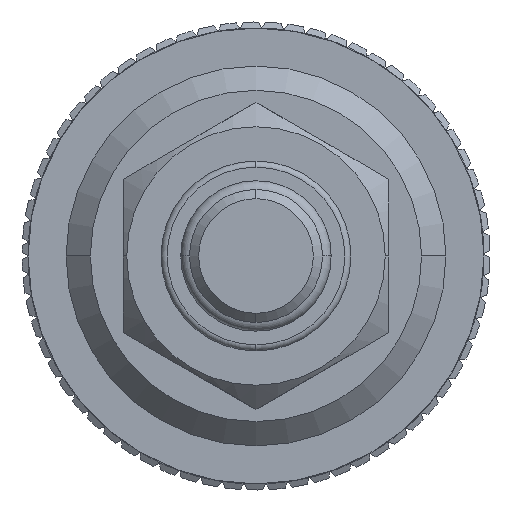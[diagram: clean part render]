
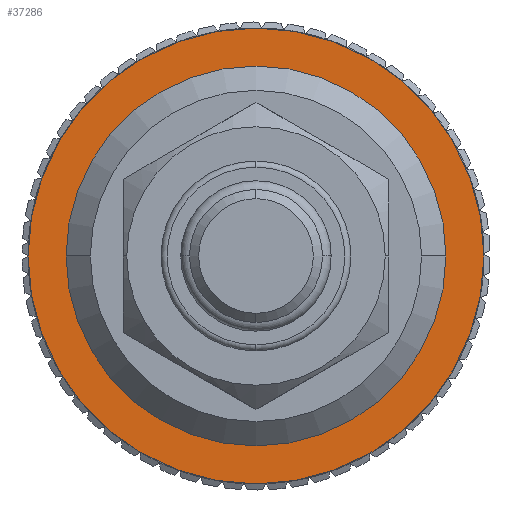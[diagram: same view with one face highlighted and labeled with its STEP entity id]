
A CAD part, left-side view. The second image highlights one B-rep face of the part: STEP entity #37286.
In plain terms, the highlighted planar face has unit normal (-1, 0, 0).
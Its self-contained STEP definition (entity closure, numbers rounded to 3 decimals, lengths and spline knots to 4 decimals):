
#752=CARTESIAN_POINT('',(1.665,0.,0.));
#753=DIRECTION('',(-1.,0.,0.));
#754=DIRECTION('',(0.,1.,0.));
#755=AXIS2_PLACEMENT_3D('',#752,#753,#754);
#926=CARTESIAN_POINT('',(1.665,0.,0.));
#927=DIRECTION('',(-1.,0.,0.));
#928=DIRECTION('',(0.,-1.,0.));
#929=AXIS2_PLACEMENT_3D('',#926,#927,#928);
#1095=CARTESIAN_POINT('',(1.665,0.,0.));
#1096=DIRECTION('',(1.,0.,0.));
#1097=DIRECTION('',(0.,1.,0.));
#1098=AXIS2_PLACEMENT_3D('',#1095,#1096,#1097);
#1100=CARTESIAN_POINT('',(1.665,0.,0.));
#1101=DIRECTION('',(1.,0.,0.));
#1102=DIRECTION('',(0.,-1.,0.));
#1103=AXIS2_PLACEMENT_3D('',#1100,#1101,#1102);
#30706=CARTESIAN_POINT('',(1.665,0.75,0.));
#30707=CARTESIAN_POINT('',(1.665,-0.75,0.));
#30708=VERTEX_POINT('',#30706);
#30709=VERTEX_POINT('',#30707);
#36085=CARTESIAN_POINT('',(1.665,0.545,0.));
#36086=CARTESIAN_POINT('',(1.665,-0.545,0.));
#36087=VERTEX_POINT('',#36085);
#36088=VERTEX_POINT('',#36086);
#37271=CARTESIAN_POINT('',(1.665,0.,0.));
#37272=DIRECTION('',(1.,0.,0.));
#37273=DIRECTION('',(0.,0.,1.));
#37274=AXIS2_PLACEMENT_3D('',#37271,#37272,#37273);
#37275=PLANE('',#37274);
#37276=ORIENTED_EDGE('',*,*,#37108,.F.);
#37277=ORIENTED_EDGE('',*,*,#37194,.F.);
#37278=EDGE_LOOP('',(#37276,#37277));
#37279=FACE_OUTER_BOUND('',#37278,.F.);
#37281=ORIENTED_EDGE('',*,*,#37280,.F.);
#37283=ORIENTED_EDGE('',*,*,#37282,.F.);
#37284=EDGE_LOOP('',(#37281,#37283));
#37285=FACE_BOUND('',#37284,.F.);
#756=CIRCLE('',#755,0.75);
#930=CIRCLE('',#929,0.75);
#1099=CIRCLE('',#1098,0.545);
#1104=CIRCLE('',#1103,0.545);
#37108=EDGE_CURVE('',#30708,#30709,#756,.T.);
#37194=EDGE_CURVE('',#30709,#30708,#930,.T.);
#37280=EDGE_CURVE('',#36087,#36088,#1099,.T.);
#37282=EDGE_CURVE('',#36088,#36087,#1104,.T.);
#37286=ADVANCED_FACE('',(#37279,#37285),#37275,.F.);
